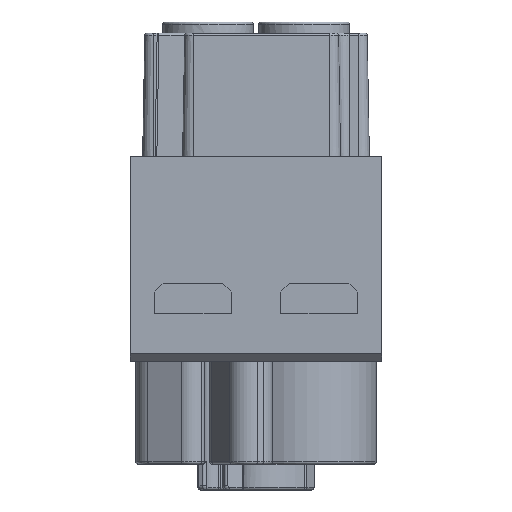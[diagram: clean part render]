
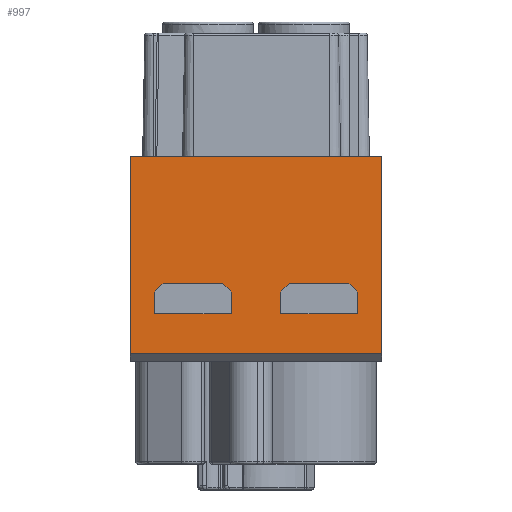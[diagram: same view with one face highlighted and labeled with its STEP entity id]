
A CAD part, front view. The second image highlights one B-rep face of the part: STEP entity #997.
In plain terms, the highlighted planar face has unit normal (0, -1, 0).
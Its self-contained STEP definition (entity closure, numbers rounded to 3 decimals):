
#235=FACE_BOUND('',#2214,.T.);
#236=FACE_BOUND('',#2215,.T.);
#237=FACE_BOUND('',#2216,.T.);
#821=PLANE('',#8930);
#997=ADVANCED_FACE('',(#235,#236,#237),#821,.F.);
#2214=EDGE_LOOP('',(#3251,#3252,#3253,#3254,#3255,#3256));
#2215=EDGE_LOOP('',(#3257,#3258,#3259,#3260,#3261,#3262));
#2216=EDGE_LOOP('',(#3263,#3264,#3265,#3266));
#3251=ORIENTED_EDGE('',*,*,#6571,.T.);
#3252=ORIENTED_EDGE('',*,*,#6572,.T.);
#3253=ORIENTED_EDGE('',*,*,#6573,.T.);
#3254=ORIENTED_EDGE('',*,*,#6574,.T.);
#3255=ORIENTED_EDGE('',*,*,#6575,.T.);
#3256=ORIENTED_EDGE('',*,*,#6576,.T.);
#3257=ORIENTED_EDGE('',*,*,#6577,.F.);
#3258=ORIENTED_EDGE('',*,*,#6578,.F.);
#3259=ORIENTED_EDGE('',*,*,#6579,.F.);
#3260=ORIENTED_EDGE('',*,*,#6580,.F.);
#3261=ORIENTED_EDGE('',*,*,#6581,.F.);
#3262=ORIENTED_EDGE('',*,*,#6582,.F.);
#3263=ORIENTED_EDGE('',*,*,#6373,.T.);
#3264=ORIENTED_EDGE('',*,*,#6546,.F.);
#3265=ORIENTED_EDGE('',*,*,#6583,.F.);
#3266=ORIENTED_EDGE('',*,*,#6553,.T.);
#5570=VERTEX_POINT('',#12847);
#5571=VERTEX_POINT('',#12849);
#5718=VERTEX_POINT('',#13283);
#5723=VERTEX_POINT('',#13297);
#5739=VERTEX_POINT('',#13333);
#5740=VERTEX_POINT('',#13334);
#5741=VERTEX_POINT('',#13336);
#5742=VERTEX_POINT('',#13338);
#5743=VERTEX_POINT('',#13340);
#5744=VERTEX_POINT('',#13342);
#5745=VERTEX_POINT('',#13345);
#5746=VERTEX_POINT('',#13346);
#5747=VERTEX_POINT('',#13348);
#5748=VERTEX_POINT('',#13350);
#5749=VERTEX_POINT('',#13352);
#5750=VERTEX_POINT('',#13354);
#6373=EDGE_CURVE('',#5571,#5570,#7595,.T.);
#6546=EDGE_CURVE('',#5718,#5570,#7706,.T.);
#6553=EDGE_CURVE('',#5723,#5571,#7709,.T.);
#6571=EDGE_CURVE('',#5739,#5740,#7727,.T.);
#6572=EDGE_CURVE('',#5740,#5741,#7728,.T.);
#6573=EDGE_CURVE('',#5741,#5742,#7729,.T.);
#6574=EDGE_CURVE('',#5742,#5743,#7730,.T.);
#6575=EDGE_CURVE('',#5743,#5744,#7731,.T.);
#6576=EDGE_CURVE('',#5744,#5739,#7732,.T.);
#6577=EDGE_CURVE('',#5745,#5746,#7733,.T.);
#6578=EDGE_CURVE('',#5747,#5745,#7734,.T.);
#6579=EDGE_CURVE('',#5748,#5747,#7735,.T.);
#6580=EDGE_CURVE('',#5749,#5748,#7736,.T.);
#6581=EDGE_CURVE('',#5750,#5749,#7737,.T.);
#6582=EDGE_CURVE('',#5746,#5750,#7738,.T.);
#6583=EDGE_CURVE('',#5723,#5718,#7739,.T.);
#7595=LINE('',#12848,#8222);
#7706=LINE('',#13284,#8333);
#7709=LINE('',#13296,#8336);
#7727=LINE('',#13332,#8354);
#7728=LINE('',#13335,#8355);
#7729=LINE('',#13337,#8356);
#7730=LINE('',#13339,#8357);
#7731=LINE('',#13341,#8358);
#7732=LINE('',#13343,#8359);
#7733=LINE('',#13344,#8360);
#7734=LINE('',#13347,#8361);
#7735=LINE('',#13349,#8362);
#7736=LINE('',#13351,#8363);
#7737=LINE('',#13353,#8364);
#7738=LINE('',#13355,#8365);
#7739=LINE('',#13356,#8366);
#8222=VECTOR('',#9974,1.);
#8333=VECTOR('',#10247,1.);
#8336=VECTOR('',#10260,1.);
#8354=VECTOR('',#10282,1.);
#8355=VECTOR('',#10283,1.);
#8356=VECTOR('',#10284,1.);
#8357=VECTOR('',#10285,1.);
#8358=VECTOR('',#10286,1.);
#8359=VECTOR('',#10287,1.);
#8360=VECTOR('',#10288,1.);
#8361=VECTOR('',#10289,1.);
#8362=VECTOR('',#10290,1.);
#8363=VECTOR('',#10291,1.);
#8364=VECTOR('',#10292,1.);
#8365=VECTOR('',#10293,1.);
#8366=VECTOR('',#10294,1.);
#8930=AXIS2_PLACEMENT_3D('',#13357,#10295,#10296);
#9974=DIRECTION('',(-1.,0.,0.));
#10247=DIRECTION('',(0.,0.,1.));
#10260=DIRECTION('',(0.,0.,1.));
#10282=DIRECTION('',(0.,0.,1.));
#10283=DIRECTION('',(0.707,0.,0.707));
#10284=DIRECTION('',(1.,0.,0.));
#10285=DIRECTION('',(0.707,0.,-0.707));
#10286=DIRECTION('',(0.,0.,-1.));
#10287=DIRECTION('',(-1.,0.,0.));
#10288=DIRECTION('',(1.,0.,0.));
#10289=DIRECTION('',(0.,0.,-1.));
#10290=DIRECTION('',(-0.707,0.,-0.707));
#10291=DIRECTION('',(-1.,0.,0.));
#10292=DIRECTION('',(-0.707,0.,0.707));
#10293=DIRECTION('',(0.,0.,1.));
#10294=DIRECTION('',(-1.,0.,0.));
#10295=DIRECTION('',(0.,1.,0.));
#10296=DIRECTION('',(0.,0.,1.));
#12847=CARTESIAN_POINT('',(-70.364,26.564,-13.2));
#12848=CARTESIAN_POINT('',(-70.364,26.564,-13.2));
#12849=CARTESIAN_POINT('',(-41.064,26.564,-13.2));
#13283=CARTESIAN_POINT('',(-70.364,26.564,-36.15));
#13284=CARTESIAN_POINT('',(-70.364,26.564,-69.));
#13296=CARTESIAN_POINT('',(-41.064,26.564,-69.));
#13297=CARTESIAN_POINT('',(-41.064,26.564,-36.15));
#13332=CARTESIAN_POINT('',(-52.839,26.564,-69.));
#13333=CARTESIAN_POINT('',(-52.839,26.564,-31.45));
#13334=CARTESIAN_POINT('',(-52.839,26.564,-28.95));
#13335=CARTESIAN_POINT('',(-81.626,26.564,-57.738));
#13336=CARTESIAN_POINT('',(-51.839,26.564,-27.95));
#13337=CARTESIAN_POINT('',(-70.364,26.564,-27.95));
#13338=CARTESIAN_POINT('',(-44.889,26.564,-27.95));
#13339=CARTESIAN_POINT('',(-37.101,26.564,-35.737));
#13340=CARTESIAN_POINT('',(-43.889,26.564,-28.95));
#13341=CARTESIAN_POINT('',(-43.889,26.564,-69.));
#13342=CARTESIAN_POINT('',(-43.889,26.564,-31.45));
#13343=CARTESIAN_POINT('',(-70.364,26.564,-31.45));
#13344=CARTESIAN_POINT('',(-70.364,26.564,-31.45));
#13345=CARTESIAN_POINT('',(-67.539,26.564,-31.45));
#13346=CARTESIAN_POINT('',(-58.589,26.564,-31.45));
#13347=CARTESIAN_POINT('',(-67.539,26.564,-69.));
#13348=CARTESIAN_POINT('',(-67.539,26.564,-28.95));
#13349=CARTESIAN_POINT('',(-88.976,26.564,-50.388));
#13350=CARTESIAN_POINT('',(-66.539,26.564,-27.95));
#13351=CARTESIAN_POINT('',(-70.364,26.564,-27.95));
#13352=CARTESIAN_POINT('',(-59.589,26.564,-27.95));
#13353=CARTESIAN_POINT('',(-44.451,26.564,-43.087));
#13354=CARTESIAN_POINT('',(-58.589,26.564,-28.95));
#13355=CARTESIAN_POINT('',(-58.589,26.564,-69.));
#13356=CARTESIAN_POINT('',(-70.364,26.564,-36.15));
#13357=CARTESIAN_POINT('',(-70.364,26.564,-69.));
